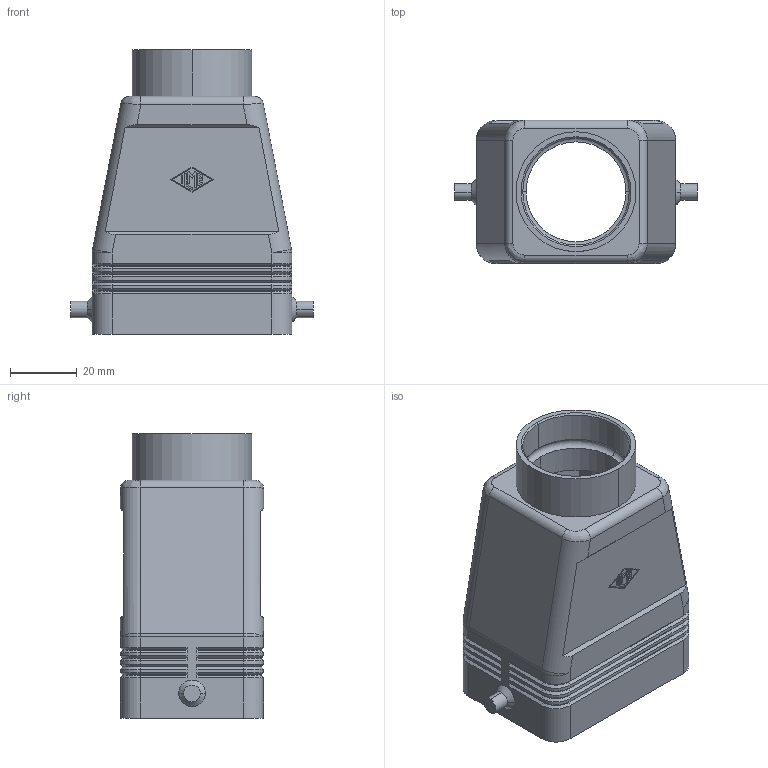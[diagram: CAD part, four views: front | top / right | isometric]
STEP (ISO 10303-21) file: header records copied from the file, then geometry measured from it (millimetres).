
FILE_DESCRIPTION(('Creo Elements/Direct Modeling STEP Export'),'2;1');
FILE_NAME('0ln7uvk49b7ntm32268','2017-02-22T15:31:45',(''),(''),'PTC Creo Elements/Direct Modeling STEP processor for AP214 (Solid Model)','PTC Creo Elements/Direct Modeling 19.0E 27-Jun-2016 (C) Parametric Technology GmbH','');
FILE_SCHEMA(('AUTOMOTIVE_DESIGN { 1 0 10303 214 1 1 1 1 }'));
Length unit declared in the file: millimetre
Products named in the file (1): MAVE_06_L32
Bounding box: 73 x 43 x 85.5 mm (x, y, z)
Volume: 56397.7 mm3; surface area: 31043 mm2
Topology: 1 solids, 1 shells, 329 faces, 778 edges, 462 vertices
Faces by surface type: plane 177, cylinder 96, cone 46, sphere 4, bspline 4, torus 2
Entity records: 12291 total; most frequent: CARTESIAN_POINT 2163, DIRECTION 1560, ORIENTED_EDGE 1540, EDGE_CURVE 770, VECTOR 546, LINE 546, AXIS2_PLACEMENT_3D 507, VERTEX_POINT 462
